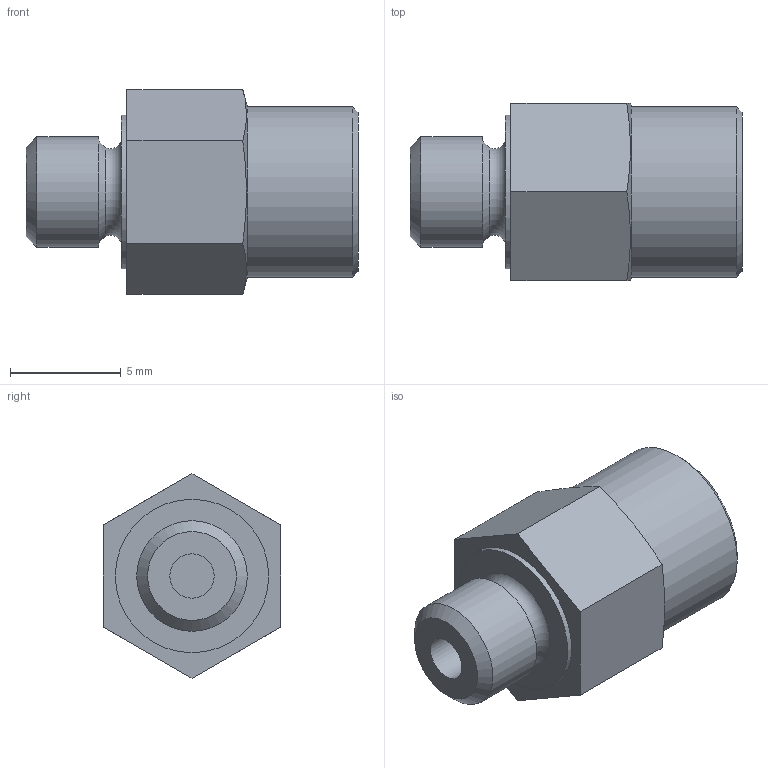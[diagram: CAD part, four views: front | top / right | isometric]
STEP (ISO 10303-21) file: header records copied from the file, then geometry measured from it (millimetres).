
FILE_DESCRIPTION(/* description */ ('STEP AP214'),/* implementation_level */ '2;1');
FILE_NAME(/* name */ '151217_ISV-M5',/* time_stamp */ '2024-08-29T14:15:19+02:00',/* author */ ('License CC BY-ND 4.0'),/* organization */ ('CADENAS'),/* preprocessor_version */ 'ST-DEVELOPER v19.3',/* originating_system */ 'PARTsolutions',/* authorisation */ ' ');
FILE_SCHEMA (('AUTOMOTIVE_DESIGN {1 0 10303 214 3 1 1}'));
Length unit declared in the file: millimetre
Products named in the file (1): 151217 ISV-M5
Bounding box: 15 x 8 x 9.24 mm (x, y, z)
Volume: 530.6 mm3; surface area: 547.4 mm2
Topology: 1 solids, 1 shells, 24 faces, 45 edges, 28 vertices
Faces by surface type: plane 13, cone 5, cylinder 5, torus 1
Full cylindrical faces by diameter (mm): 2 x1, 4.134 x1, 5 x1, 6.928 x1, 7.7 x1
Entity records: 584 total; most frequent: CARTESIAN_POINT 111, DIRECTION 94, ORIENTED_EDGE 68, AXIS2_PLACEMENT_3D 41, EDGE_LOOP 40, FACE_BOUND 40, EDGE_CURVE 34, VERTEX_POINT 28
